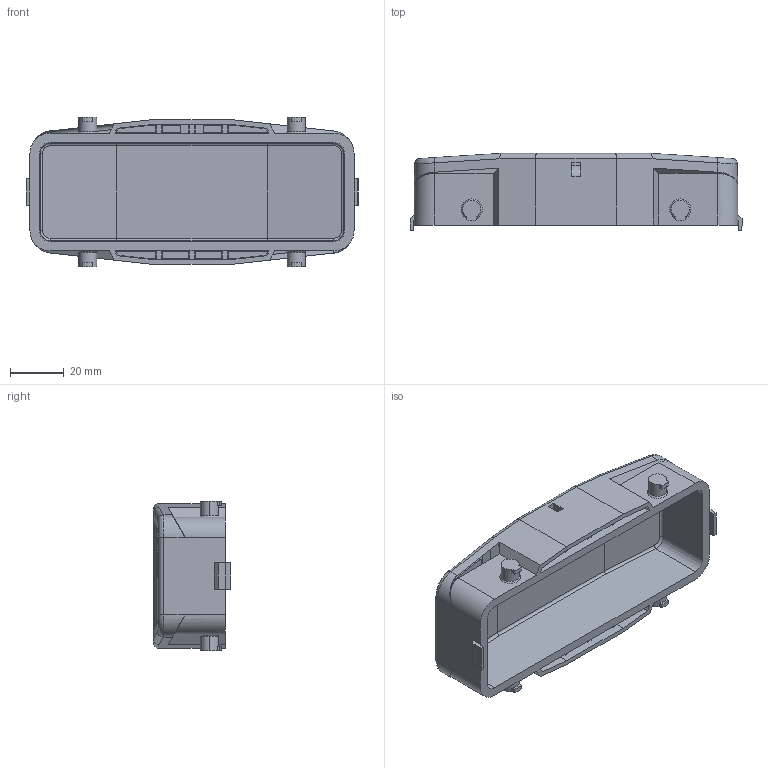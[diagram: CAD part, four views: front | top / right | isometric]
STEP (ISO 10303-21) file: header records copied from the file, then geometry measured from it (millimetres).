
FILE_DESCRIPTION((''),'2;1');
FILE_NAME('MANIFOLD_SOLID_BREP_639','2023-12-29T',('yp.zhu'),(''),'PRO/ENGINEER BY PARAMETRIC TECHNOLOGY CORPORATION, 2012480','PRO/ENGINEER BY PARAMETRIC TECHNOLOGY CORPORATION, 2012480','');
FILE_SCHEMA(('CONFIG_CONTROL_DESIGN'));
Length unit declared in the file: millimetre
Products named in the file (1): MANIFOLD_SOLID_BREP_639
Bounding box: 124.09 x 28.8 x 56 mm (x, y, z)
Volume: 52455.7 mm3; surface area: 32857.1 mm2
Topology: 1 solids, 1 shells, 305 faces, 822 edges, 540 vertices
Faces by surface type: plane 205, cylinder 56, extrusion 20, cone 12, bspline 12
Entity records: 10648 total; most frequent: CARTESIAN_POINT 3169, ORIENTED_EDGE 1644, DIRECTION 1332, EDGE_CURVE 822, VECTOR 642, LINE 622, VERTEX_POINT 540, AXIS2_PLACEMENT_3D 345
